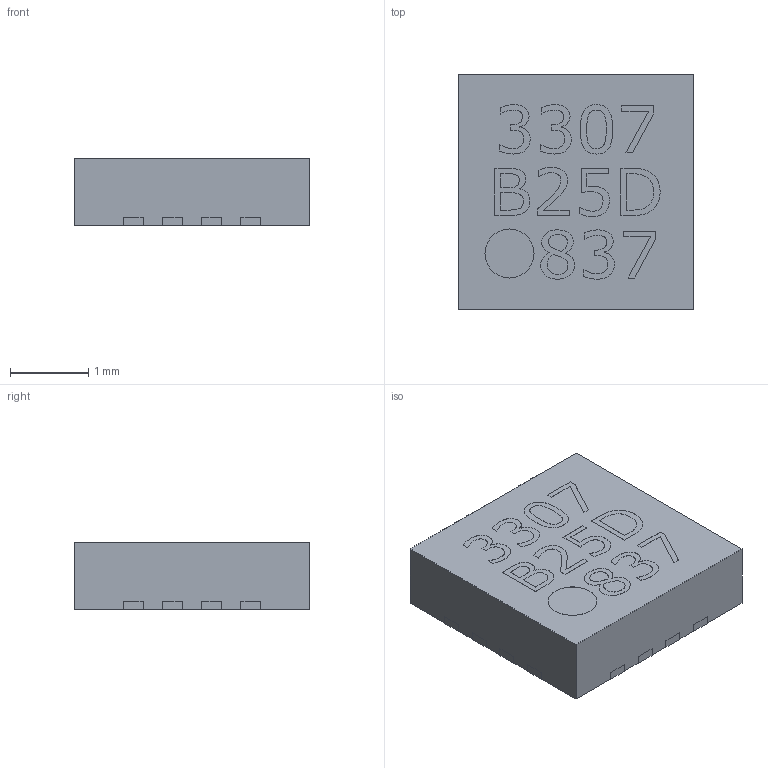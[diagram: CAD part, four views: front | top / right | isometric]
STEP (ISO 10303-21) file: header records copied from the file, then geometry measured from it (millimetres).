
FILE_DESCRIPTION (( 'STEP AP214' ), '1' );
FILE_NAME ('BA64794E-A3C3-42BC-A2A9-915E8CACEC40.STEP', '2022-08-24T20:12:48', ( '' ), ( '' ), 'SwSTEP 2.0', 'SolidWorks 2022', '' );
FILE_SCHEMA (( 'AUTOMOTIVE_DESIGN' ));
Length unit declared in the file: millimetre
Products named in the file (1): BA64794E-A3C3-42BC-A2A9-915E8CACEC40
Bounding box: 3 x 3 x 0.85 mm (x, y, z)
Volume: 7.7 mm3; surface area: 42.2 mm2
Topology: 18 solids, 18 shells, 403 faces, 1044 edges, 696 vertices
Faces by surface type: plane 234, bspline 127, cylinder 42
Entity records: 21118 total; most frequent: CARTESIAN_POINT 8223, ORIENTED_EDGE 2088, DIRECTION 1428, EDGE_CURVE 1044, LINE 706, VECTOR 706, VERTEX_POINT 696, EDGE_LOOP 422
